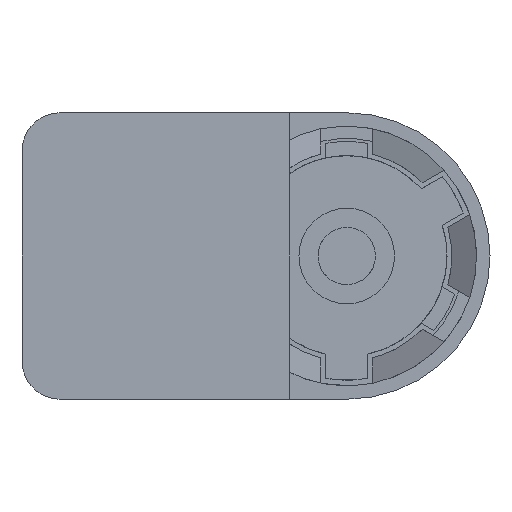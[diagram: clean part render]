
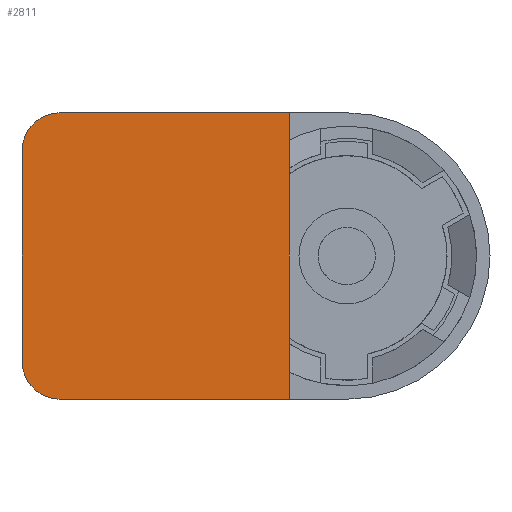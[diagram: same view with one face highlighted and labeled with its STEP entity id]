
A CAD part, front view. The second image highlights one B-rep face of the part: STEP entity #2811.
In plain terms, the highlighted face is planar.
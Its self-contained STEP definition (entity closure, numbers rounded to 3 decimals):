
#190=PLANE($,#3036);
#326=FACE_OUTER_BOUND($,#491,.T.);
#491=EDGE_LOOP($,(#2217,#2218,#2219,#2220,#2221,#2222));
#715=LINE($,#4497,#963);
#721=LINE($,#4515,#969);
#726=LINE($,#4524,#974);
#727=LINE($,#4525,#975);
#963=VECTOR($,#3583,12.);
#969=VECTOR($,#3599,12.);
#974=VECTOR($,#3606,15.);
#975=VECTOR($,#3607,11.);
#1140=CIRCLE($,#3028,2.);
#1143=CIRCLE($,#3034,2.);
#1302=VERTEX_POINT($,#4480);
#1303=VERTEX_POINT($,#4481);
#1309=VERTEX_POINT($,#4495);
#1314=VERTEX_POINT($,#4508);
#1315=VERTEX_POINT($,#4510);
#1316=VERTEX_POINT($,#4514);
#1631=EDGE_CURVE($,#1302,#1303,#1140,.T.);
#1639=EDGE_CURVE($,#1302,#1309,#715,.T.);
#1645=EDGE_CURVE($,#1314,#1315,#1143,.T.);
#1647=EDGE_CURVE($,#1315,#1316,#721,.T.);
#1652=EDGE_CURVE($,#1316,#1309,#726,.T.);
#1653=EDGE_CURVE($,#1303,#1314,#727,.T.);
#2217=ORIENTED_EDGE($,*,*,#1631,.F.);
#2218=ORIENTED_EDGE($,*,*,#1639,.T.);
#2219=ORIENTED_EDGE($,*,*,#1652,.F.);
#2220=ORIENTED_EDGE($,*,*,#1647,.F.);
#2221=ORIENTED_EDGE($,*,*,#1645,.F.);
#2222=ORIENTED_EDGE($,*,*,#1653,.F.);
#2811=ADVANCED_FACE($,(#326),#190,.T.);
#3028=AXIS2_PLACEMENT_3D($,#4482,#3571,#3572);
#3034=AXIS2_PLACEMENT_3D($,#4511,#3594,#3595);
#3036=AXIS2_PLACEMENT_3D($,#4523,#3604,#3605);
#3571=DIRECTION('center_axis',(1.,0.,0.));
#3572=DIRECTION('ref_axis',(0.,-0.707,0.707));
#3583=DIRECTION($,(0.,1.,0.));
#3594=DIRECTION('center_axis',(1.,0.,0.));
#3595=DIRECTION('ref_axis',(0.,-0.707,-0.707));
#3599=DIRECTION($,(0.,1.,0.));
#3604=DIRECTION('center_axis',(-1.,0.,0.));
#3605=DIRECTION('ref_axis',(0.,0.,1.));
#3606=DIRECTION($,(0.,0.,1.));
#3607=DIRECTION($,(0.,0.,-1.));
#4480=CARTESIAN_POINT('',(-25.,2.,7.5));
#4481=CARTESIAN_POINT('',(-25.,0.,5.5));
#4482=CARTESIAN_POINT('Origin',(-25.,2.,5.5));
#4495=CARTESIAN_POINT('',(-25.,14.,7.5));
#4497=CARTESIAN_POINT($,(-25.,0.,7.5));
#4508=CARTESIAN_POINT('',(-25.,0.,-5.5));
#4510=CARTESIAN_POINT('',(-25.,2.,-7.5));
#4511=CARTESIAN_POINT('Origin',(-25.,2.,-5.5));
#4514=CARTESIAN_POINT('',(-25.,14.,-7.5));
#4515=CARTESIAN_POINT($,(-25.,0.,-7.5));
#4523=CARTESIAN_POINT('Origin',(-25.,0.,-7.5));
#4524=CARTESIAN_POINT($,(-25.,14.,-7.5));
#4525=CARTESIAN_POINT($,(-25.,0.,7.5));
